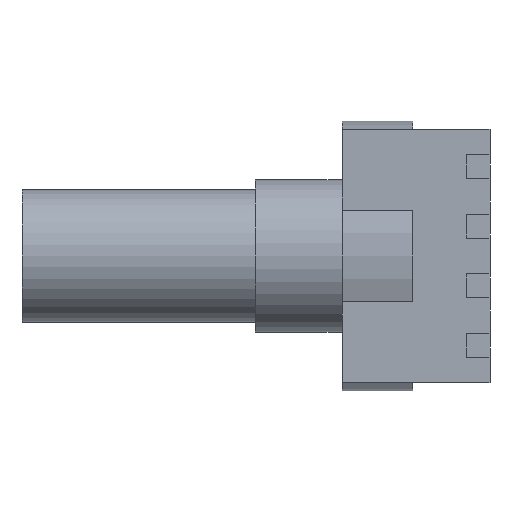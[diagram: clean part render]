
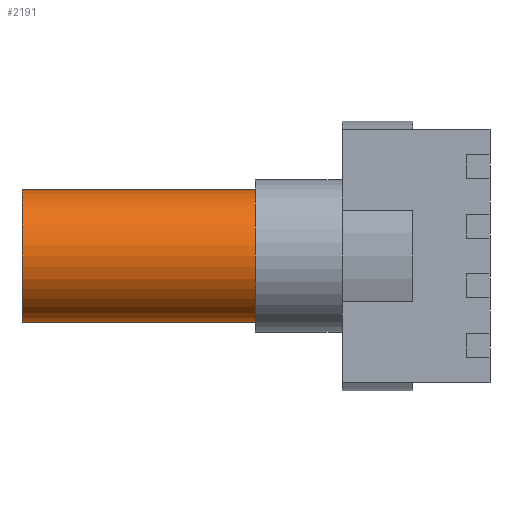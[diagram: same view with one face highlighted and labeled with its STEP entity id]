
A CAD part, left-side view. The second image highlights one B-rep face of the part: STEP entity #2191.
In plain terms, the highlighted cylindrical face has radius 2.819 mm (diameter 5.639 mm), a partial arc.
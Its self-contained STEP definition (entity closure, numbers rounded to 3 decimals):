
#113 = CARTESIAN_POINT ( 'NONE',  ( 0., 19.939, 0. ) ) ;
#169 = AXIS2_PLACEMENT_3D ( 'NONE', #1801, #2151, #2181 ) ;
#212 = DIRECTION ( 'NONE',  ( 0., -1., 0. ) ) ;
#229 = LINE ( 'NONE', #1623, #2021 ) ;
#370 = EDGE_CURVE ( 'NONE', #1733, #1478, #2268, .T. ) ;
#413 = CARTESIAN_POINT ( 'NONE',  ( 0., 10., -2.819 ) ) ;
#472 = ORIENTED_EDGE ( 'NONE', *, *, #2238, .F. ) ;
#480 = DIRECTION ( 'NONE',  ( 0., 1., 0. ) ) ;
#534 = DIRECTION ( 'NONE',  ( 0., -1., 0. ) ) ;
#715 = EDGE_CURVE ( 'NONE', #1478, #1327, #1360, .T. ) ;
#840 = ORIENTED_EDGE ( 'NONE', *, *, #1893, .F. ) ;
#900 = CARTESIAN_POINT ( 'NONE',  ( 0., 19.939, 0. ) ) ;
#971 = DIRECTION ( 'NONE',  ( 0., 0., 1. ) ) ;
#1327 = VERTEX_POINT ( 'NONE', #2133 ) ;
#1360 = CIRCLE ( 'NONE', #169, 2.819 ) ;
#1362 = CARTESIAN_POINT ( 'NONE',  ( 0., 19.939, -2.819 ) ) ;
#1405 = DIRECTION ( 'NONE',  ( 0., -1., 0. ) ) ;
#1478 = VERTEX_POINT ( 'NONE', #413 ) ;
#1485 = EDGE_LOOP ( 'NONE', ( #472, #840, #2284, #2031 ) ) ;
#1576 = AXIS2_PLACEMENT_3D ( 'NONE', #900, #1405, #2150 ) ;
#1622 = CIRCLE ( 'NONE', #2161, 2.819 ) ;
#1623 = CARTESIAN_POINT ( 'NONE',  ( 0., 19.939, 2.819 ) ) ;
#1715 = CARTESIAN_POINT ( 'NONE',  ( 0., 19.939, 2.819 ) ) ;
#1733 = VERTEX_POINT ( 'NONE', #1362 ) ;
#1801 = CARTESIAN_POINT ( 'NONE',  ( 0., 10., 0. ) ) ;
#1847 = VECTOR ( 'NONE', #534, 1000. ) ;
#1893 = EDGE_CURVE ( 'NONE', #1733, #2072, #1622, .T. ) ;
#2021 = VECTOR ( 'NONE', #212, 1000. ) ;
#2031 = ORIENTED_EDGE ( 'NONE', *, *, #715, .T. ) ;
#2056 = CYLINDRICAL_SURFACE ( 'NONE', #1576, 2.819 ) ;
#2072 = VERTEX_POINT ( 'NONE', #1715 ) ;
#2114 = FACE_OUTER_BOUND ( 'NONE', #1485, .T. ) ;
#2133 = CARTESIAN_POINT ( 'NONE',  ( 0., 10., 2.819 ) ) ;
#2150 = DIRECTION ( 'NONE',  ( 0., 0., -1. ) ) ;
#2151 = DIRECTION ( 'NONE',  ( 0., 1., 0. ) ) ;
#2161 = AXIS2_PLACEMENT_3D ( 'NONE', #113, #480, #971 ) ;
#2181 = DIRECTION ( 'NONE',  ( 0., 0., 1. ) ) ;
#2191 = ADVANCED_FACE ( 'NONE', ( #2114 ), #2056, .T. ) ;
#2238 = EDGE_CURVE ( 'NONE', #2072, #1327, #229, .T. ) ;
#2247 = CARTESIAN_POINT ( 'NONE',  ( 0., 19.939, -2.819 ) ) ;
#2268 = LINE ( 'NONE', #2247, #1847 ) ;
#2284 = ORIENTED_EDGE ( 'NONE', *, *, #370, .T. ) ;
